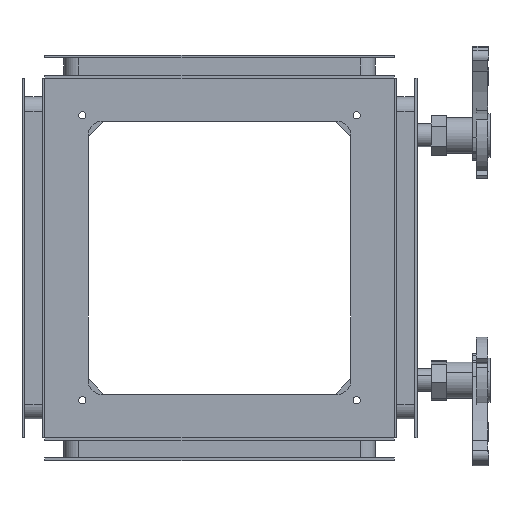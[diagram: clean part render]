
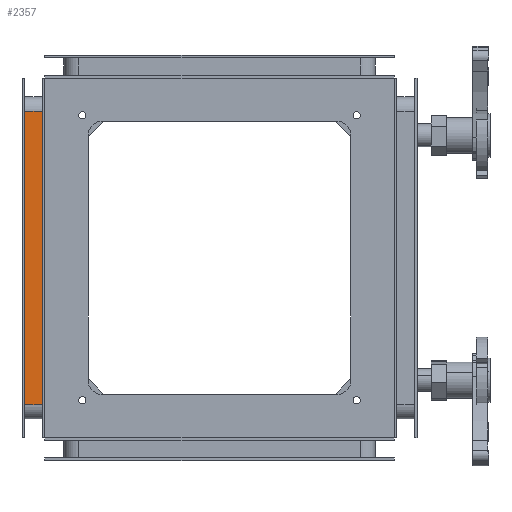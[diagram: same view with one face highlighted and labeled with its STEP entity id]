
A CAD part, left-side view. The second image highlights one B-rep face of the part: STEP entity #2357.
In plain terms, the highlighted planar face has unit normal (-1, 0, 0).
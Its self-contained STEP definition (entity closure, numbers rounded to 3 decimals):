
#86 = DIRECTION ( 'NONE',  ( -1., 0., 0. ) ) ;
#451 = AXIS2_PLACEMENT_3D ( 'NONE', #13832, #86, #2901 ) ;
#469 = DIRECTION ( 'NONE',  ( 0., -1., 0. ) ) ;
#620 = CARTESIAN_POINT ( 'NONE',  ( -181., -112.15, 6. ) ) ;
#2357 = ADVANCED_FACE ( 'NONE', ( #6324 ), #6996, .T. ) ;
#2901 = DIRECTION ( 'NONE',  ( 0., 0., 1. ) ) ;
#3434 = EDGE_CURVE ( 'NONE', #9715, #9034, #13245, .T. ) ;
#4216 = LINE ( 'NONE', #620, #10730 ) ;
#4679 = CARTESIAN_POINT ( 'NONE',  ( -181., -102.15, -6. ) ) ;
#5484 = EDGE_LOOP ( 'NONE', ( #9028, #9995, #13988, #7405 ) ) ;
#5984 = CARTESIAN_POINT ( 'NONE',  ( -181., -102.15, 6. ) ) ;
#6324 = FACE_OUTER_BOUND ( 'NONE', #5484, .T. ) ;
#6446 = CARTESIAN_POINT ( 'NONE',  ( -181., 102.15, 6. ) ) ;
#6996 = PLANE ( 'NONE',  #451 ) ;
#7180 = VECTOR ( 'NONE', #14375, 1000. ) ;
#7354 = CARTESIAN_POINT ( 'NONE',  ( -181., 102.15, -6. ) ) ;
#7405 = ORIENTED_EDGE ( 'NONE', *, *, #3434, .T. ) ;
#7709 = EDGE_CURVE ( 'NONE', #12693, #16856, #10435, .T. ) ;
#7859 = CARTESIAN_POINT ( 'NONE',  ( -181., -102.15, -6. ) ) ;
#9028 = ORIENTED_EDGE ( 'NONE', *, *, #11196, .T. ) ;
#9034 = VERTEX_POINT ( 'NONE', #13173 ) ;
#9573 = VECTOR ( 'NONE', #14331, 1000. ) ;
#9715 = VERTEX_POINT ( 'NONE', #6446 ) ;
#9995 = ORIENTED_EDGE ( 'NONE', *, *, #7709, .T. ) ;
#10180 = CARTESIAN_POINT ( 'NONE',  ( -181., -112.15, -6. ) ) ;
#10435 = LINE ( 'NONE', #4679, #7180 ) ;
#10571 = VECTOR ( 'NONE', #469, 1000. ) ;
#10730 = VECTOR ( 'NONE', #17239, 1000. ) ;
#11196 = EDGE_CURVE ( 'NONE', #9034, #12693, #14244, .T. ) ;
#12693 = VERTEX_POINT ( 'NONE', #7859 ) ;
#13173 = CARTESIAN_POINT ( 'NONE',  ( -181., 102.15, -6. ) ) ;
#13245 = LINE ( 'NONE', #7354, #9573 ) ;
#13808 = EDGE_CURVE ( 'NONE', #9715, #16856, #4216, .T. ) ;
#13832 = CARTESIAN_POINT ( 'NONE',  ( -181., -112.15, -6. ) ) ;
#13988 = ORIENTED_EDGE ( 'NONE', *, *, #13808, .F. ) ;
#14244 = LINE ( 'NONE', #10180, #10571 ) ;
#14331 = DIRECTION ( 'NONE',  ( 0., 0., -1. ) ) ;
#14375 = DIRECTION ( 'NONE',  ( 0., 0., 1. ) ) ;
#16856 = VERTEX_POINT ( 'NONE', #5984 ) ;
#17239 = DIRECTION ( 'NONE',  ( 0., -1., 0. ) ) ;
